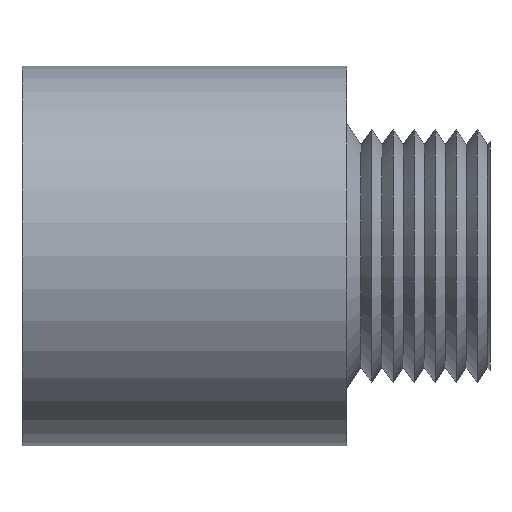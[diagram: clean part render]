
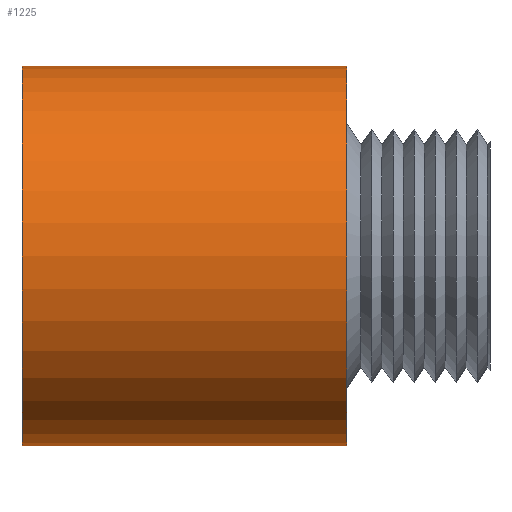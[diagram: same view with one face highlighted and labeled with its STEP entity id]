
A CAD part, left-side view. The second image highlights one B-rep face of the part: STEP entity #1225.
In plain terms, the highlighted cylindrical face has radius 11.438 mm (diameter 22.875 mm), a partial arc.
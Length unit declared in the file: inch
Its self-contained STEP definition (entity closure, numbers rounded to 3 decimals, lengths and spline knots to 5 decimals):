
#1086 = EDGE_CURVE ( 'NONE', #1110, #1088, #1608, .T. ) ;
#1088 = VERTEX_POINT ( 'NONE', #1604 ) ;
#1091 = EDGE_CURVE ( 'NONE', #1106, #1093, #1603, .T. ) ;
#1093 = VERTEX_POINT ( 'NONE', #1594 ) ;
#1106 = VERTEX_POINT ( 'NONE', #1639 ) ;
#1110 = VERTEX_POINT ( 'NONE', #1638 ) ;
#1214 = ORIENTED_EDGE ( 'NONE', *, *, #1233, .F. ) ;
#1215 = ORIENTED_EDGE ( 'NONE', *, *, #1086, .T. ) ;
#1220 = ORIENTED_EDGE ( 'NONE', *, *, #1091, .F. ) ;
#1221 = EDGE_CURVE ( 'NONE', #1106, #1110, #1856, .T. ) ;
#1222 = ORIENTED_EDGE ( 'NONE', *, *, #1221, .T. ) ;
#1223 = EDGE_LOOP ( 'NONE', ( #1220, #1222, #1215, #1214 ) ) ;
#1225 = ADVANCED_FACE ( 'NONE', ( #1852 ), #1851, .T. ) ;
#1233 = EDGE_CURVE ( 'NONE', #1093, #1088, #1838, .T. ) ;
#1594 = CARTESIAN_POINT ( 'NONE',  ( 0., 0.34, 0.4503 ) ) ;
#1600 = DIRECTION ( 'NONE',  ( 0., -1., 0. ) ) ;
#1601 = VECTOR ( 'NONE', #1600, 39.37008 ) ;
#1602 = CARTESIAN_POINT ( 'NONE',  ( 0., 0., 0.4503 ) ) ;
#1603 = LINE ( 'NONE', #1602, #1601 ) ;
#1604 = CARTESIAN_POINT ( 'NONE',  ( 0., 0.34, -0.4503 ) ) ;
#1605 = DIRECTION ( 'NONE',  ( 0., -1., 0. ) ) ;
#1606 = VECTOR ( 'NONE', #1605, 39.37008 ) ;
#1607 = CARTESIAN_POINT ( 'NONE',  ( 0., 0., -0.4503 ) ) ;
#1608 = LINE ( 'NONE', #1607, #1606 ) ;
#1638 = CARTESIAN_POINT ( 'NONE',  ( 0., 1.11, -0.4503 ) ) ;
#1639 = CARTESIAN_POINT ( 'NONE',  ( 0., 1.11, 0.4503 ) ) ;
#1835 = DIRECTION ( 'NONE',  ( 0., 0., -1. ) ) ;
#1836 = DIRECTION ( 'NONE',  ( 0., -1., 0. ) ) ;
#1837 = AXIS2_PLACEMENT_3D ( 'NONE', #1844, #1836, #1835 ) ;
#1838 = CIRCLE ( 'NONE', #1837, 0.4503 ) ;
#1844 = CARTESIAN_POINT ( 'NONE',  ( 0., 0.34, 0. ) ) ;
#1846 = DIRECTION ( 'NONE',  ( 0., 0., -1. ) ) ;
#1847 = DIRECTION ( 'NONE',  ( 0., -1., 0. ) ) ;
#1848 = CARTESIAN_POINT ( 'NONE',  ( 0., 0., 0. ) ) ;
#1849 = AXIS2_PLACEMENT_3D ( 'NONE', #1848, #1847, #1846 ) ;
#1851 = CYLINDRICAL_SURFACE ( 'NONE', #1849, 0.4503 ) ;
#1852 = FACE_OUTER_BOUND ( 'NONE', #1223, .T. ) ;
#1853 = DIRECTION ( 'NONE',  ( 0., 0., -1. ) ) ;
#1854 = DIRECTION ( 'NONE',  ( 0., -1., 0. ) ) ;
#1855 = AXIS2_PLACEMENT_3D ( 'NONE', #1860, #1854, #1853 ) ;
#1856 = CIRCLE ( 'NONE', #1855, 0.4503 ) ;
#1860 = CARTESIAN_POINT ( 'NONE',  ( 0., 1.11, 0. ) ) ;
